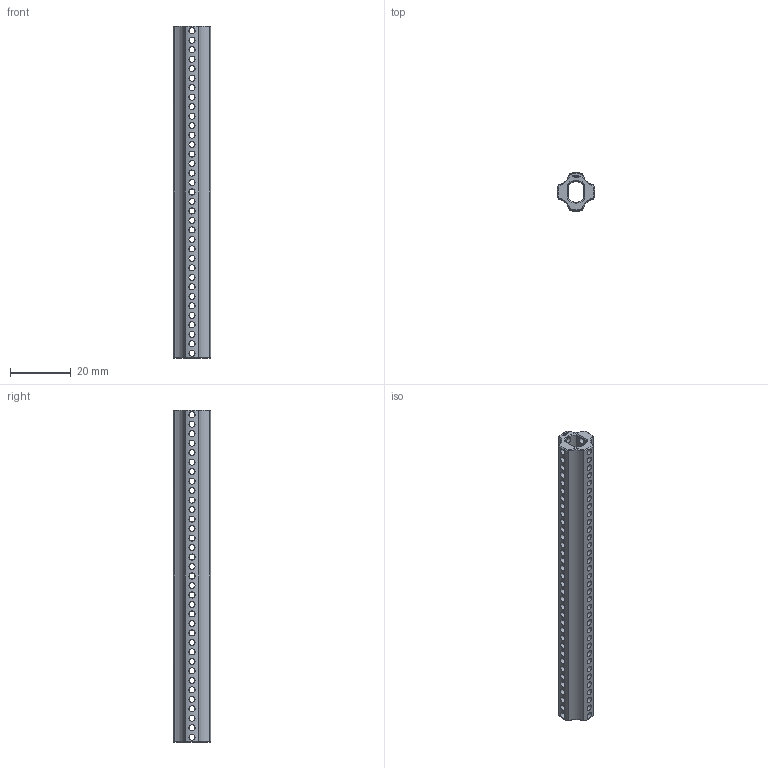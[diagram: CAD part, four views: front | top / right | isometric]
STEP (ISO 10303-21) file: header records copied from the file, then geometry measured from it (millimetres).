
FILE_DESCRIPTION(('FreeCAD Model'),'2;1');
FILE_NAME('Open CASCADE Shape Model','2024-06-16T00:11:59',(''),(''), 'Open CASCADE STEP processor 7.6','FreeCAD','Unknown');
FILE_SCHEMA(('AUTOMOTIVE_DESIGN { 1 0 10303 214 1 1 1 1 }'));
Length unit declared in the file: millimetre
Products named in the file (1): Power-Transmission Hub PLN IDX FXD BU08.75 - SPN-PTH-0035 
(stemfie.org)
Bounding box: 12.5 x 12.5 x 109.38 mm (x, y, z)
Volume: 6526.9 mm3; surface area: 8691.8 mm2
Topology: 1 solids, 1 shells, 658 faces, 1921 edges, 1296 vertices
Faces by surface type: plane 318, extrusion 170, cylinder 150, cone 20
Full cylindrical faces by diameter (mm): 2 x140
Entity records: 32264 total; most frequent: CARTESIAN_POINT 15287, ORIENTED_EDGE 3842, DIRECTION 2583, EDGE_CURVE 1921, VECTOR 1337, VERTEX_POINT 1296, LINE 1167, FACE_BOUND 971
